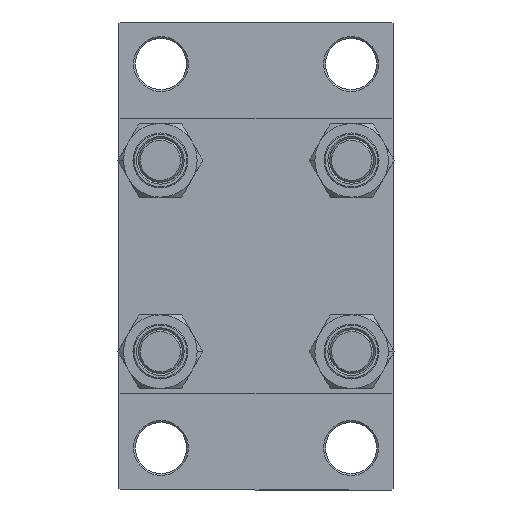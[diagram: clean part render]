
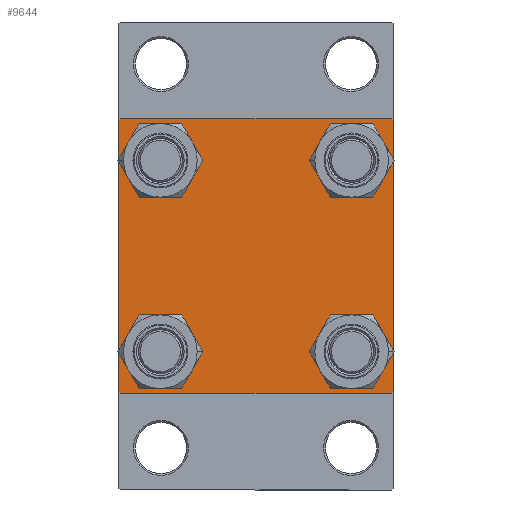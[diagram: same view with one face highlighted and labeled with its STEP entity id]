
A CAD part, left-side view. The second image highlights one B-rep face of the part: STEP entity #9644.
In plain terms, the highlighted planar face has unit normal (-1, 0, 0).
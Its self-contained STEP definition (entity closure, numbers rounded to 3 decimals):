
#314 = ORIENTED_EDGE ( 'NONE', *, *, #13761, .T. ) ;
#625 = VERTEX_POINT ( 'NONE', #30803 ) ;
#1136 = DIRECTION ( 'NONE',  ( 0., 0., 1. ) ) ;
#1653 = DIRECTION ( 'NONE',  ( 0., 0., 1. ) ) ;
#2040 = EDGE_CURVE ( 'NONE', #37599, #17432, #5303, .T. ) ;
#2596 = CARTESIAN_POINT ( 'NONE',  ( 0., -37.5, 37.5 ) ) ;
#2850 = CARTESIAN_POINT ( 'NONE',  ( 0., -26.15, 32.65 ) ) ;
#3719 = EDGE_CURVE ( 'NONE', #30225, #19381, #12004, .T. ) ;
#4135 = FACE_BOUND ( 'NONE', #46481, .T. ) ;
#4165 = VERTEX_POINT ( 'NONE', #2850 ) ;
#4905 = DIRECTION ( 'NONE',  ( 1., 0., 0. ) ) ;
#5303 = LINE ( 'NONE', #31293, #15900 ) ;
#5858 = DIRECTION ( 'NONE',  ( 1., 0., 0. ) ) ;
#6066 = VECTOR ( 'NONE', #8504, 1000. ) ;
#6190 = DIRECTION ( 'NONE',  ( 0., -0.707, -0.707 ) ) ;
#6280 = ORIENTED_EDGE ( 'NONE', *, *, #39605, .T. ) ;
#6847 = ORIENTED_EDGE ( 'NONE', *, *, #29933, .T. ) ;
#7578 = ORIENTED_EDGE ( 'NONE', *, *, #37164, .T. ) ;
#8504 = DIRECTION ( 'NONE',  ( 0., 0.707, 0.707 ) ) ;
#8649 = ORIENTED_EDGE ( 'NONE', *, *, #38360, .T. ) ;
#8698 = CARTESIAN_POINT ( 'NONE',  ( 0., -37., 37.5 ) ) ;
#8719 = EDGE_CURVE ( 'NONE', #35395, #14980, #12318, .T. ) ;
#8887 = CIRCLE ( 'NONE', #18797, 6.5 ) ;
#9174 = LINE ( 'NONE', #34693, #30138 ) ;
#9216 = CARTESIAN_POINT ( 'NONE',  ( 0., 26.15, -26.15 ) ) ;
#9358 = DIRECTION ( 'NONE',  ( 0., -0.707, 0.707 ) ) ;
#9552 = CARTESIAN_POINT ( 'NONE',  ( 0., -26.15, -32.65 ) ) ;
#9644 = ADVANCED_FACE ( 'NONE', ( #11527, #36571, #4135, #26087, #40647 ), #37052, .T. ) ;
#10425 = CIRCLE ( 'NONE', #37884, 6.5 ) ;
#11363 = VERTEX_POINT ( 'NONE', #34706 ) ;
#11527 = FACE_BOUND ( 'NONE', #31424, .T. ) ;
#11751 = CARTESIAN_POINT ( 'NONE',  ( 0., 26.15, -19.65 ) ) ;
#12004 = CIRCLE ( 'NONE', #44783, 6.5 ) ;
#12214 = CARTESIAN_POINT ( 'NONE',  ( 0., 26.15, 19.65 ) ) ;
#12318 = LINE ( 'NONE', #29965, #6066 ) ;
#12767 = ORIENTED_EDGE ( 'NONE', *, *, #38864, .T. ) ;
#12943 = CARTESIAN_POINT ( 'NONE',  ( 0., 26.15, 26.15 ) ) ;
#13017 = DIRECTION ( 'NONE',  ( 0., 0., 1. ) ) ;
#13495 = AXIS2_PLACEMENT_3D ( 'NONE', #39286, #25688, #21396 ) ;
#13697 = CARTESIAN_POINT ( 'NONE',  ( 0., 37.5, 37. ) ) ;
#13761 = EDGE_CURVE ( 'NONE', #19381, #30225, #42047, .T. ) ;
#13765 = ORIENTED_EDGE ( 'NONE', *, *, #35890, .T. ) ;
#14016 = AXIS2_PLACEMENT_3D ( 'NONE', #21019, #25538, #36027 ) ;
#14853 = CARTESIAN_POINT ( 'NONE',  ( 0., 0., 0. ) ) ;
#14980 = VERTEX_POINT ( 'NONE', #8698 ) ;
#15900 = VECTOR ( 'NONE', #41571, 1000. ) ;
#16232 = CARTESIAN_POINT ( 'NONE',  ( 0., -26.15, 19.65 ) ) ;
#16526 = DIRECTION ( 'NONE',  ( 0., 0., 1. ) ) ;
#16544 = ORIENTED_EDGE ( 'NONE', *, *, #35713, .T. ) ;
#17153 = VECTOR ( 'NONE', #31719, 1000. ) ;
#17383 = VECTOR ( 'NONE', #27143, 1000. ) ;
#17432 = VERTEX_POINT ( 'NONE', #18807 ) ;
#18081 = ORIENTED_EDGE ( 'NONE', *, *, #8719, .T. ) ;
#18797 = AXIS2_PLACEMENT_3D ( 'NONE', #41480, #44586, #1136 ) ;
#18807 = CARTESIAN_POINT ( 'NONE',  ( 0., -37., -37.5 ) ) ;
#19057 = EDGE_CURVE ( 'NONE', #21172, #41732, #41368, .T. ) ;
#19381 = VERTEX_POINT ( 'NONE', #24107 ) ;
#20747 = LINE ( 'NONE', #2596, #17153 ) ;
#20749 = AXIS2_PLACEMENT_3D ( 'NONE', #12943, #34663, #16526 ) ;
#21019 = CARTESIAN_POINT ( 'NONE',  ( 0., -26.15, 26.15 ) ) ;
#21172 = VERTEX_POINT ( 'NONE', #32245 ) ;
#21396 = DIRECTION ( 'NONE',  ( 0., 0., 1. ) ) ;
#21456 = AXIS2_PLACEMENT_3D ( 'NONE', #9216, #5858, #13017 ) ;
#21540 = VERTEX_POINT ( 'NONE', #9552 ) ;
#21810 = DIRECTION ( 'NONE',  ( 1., 0., 0. ) ) ;
#22129 = ORIENTED_EDGE ( 'NONE', *, *, #19057, .T. ) ;
#22426 = CIRCLE ( 'NONE', #14016, 6.5 ) ;
#22611 = VECTOR ( 'NONE', #6190, 1000. ) ;
#22710 = VECTOR ( 'NONE', #9358, 1000. ) ;
#23652 = EDGE_CURVE ( 'NONE', #4165, #39278, #22426, .T. ) ;
#24036 = CARTESIAN_POINT ( 'NONE',  ( 0., 37.5, 37.5 ) ) ;
#24107 = CARTESIAN_POINT ( 'NONE',  ( 0., 26.15, -32.65 ) ) ;
#24537 = ORIENTED_EDGE ( 'NONE', *, *, #44222, .F. ) ;
#25520 = VERTEX_POINT ( 'NONE', #13697 ) ;
#25538 = DIRECTION ( 'NONE',  ( 1., 0., 0. ) ) ;
#25593 = DIRECTION ( 'NONE',  ( -1., 0., 0. ) ) ;
#25688 = DIRECTION ( 'NONE',  ( 1., 0., 0. ) ) ;
#26087 = FACE_BOUND ( 'NONE', #35788, .T. ) ;
#26664 = CARTESIAN_POINT ( 'NONE',  ( 0., 37., -37.5 ) ) ;
#27143 = DIRECTION ( 'NONE',  ( 0., 0., -1. ) ) ;
#28182 = CARTESIAN_POINT ( 'NONE',  ( 0., -37.25, -37.25 ) ) ;
#28914 = ORIENTED_EDGE ( 'NONE', *, *, #23652, .T. ) ;
#29933 = EDGE_CURVE ( 'NONE', #41334, #25520, #9174, .T. ) ;
#29965 = CARTESIAN_POINT ( 'NONE',  ( 0., -37.25, 37.25 ) ) ;
#30069 = CARTESIAN_POINT ( 'NONE',  ( 0., 26.15, 26.15 ) ) ;
#30138 = VECTOR ( 'NONE', #38267, 1000. ) ;
#30225 = VERTEX_POINT ( 'NONE', #11751 ) ;
#30308 = DIRECTION ( 'NONE',  ( 1., 0., 0. ) ) ;
#30436 = ORIENTED_EDGE ( 'NONE', *, *, #36946, .T. ) ;
#30803 = CARTESIAN_POINT ( 'NONE',  ( 0., -26.15, -19.65 ) ) ;
#30929 = ORIENTED_EDGE ( 'NONE', *, *, #2040, .T. ) ;
#31051 = CIRCLE ( 'NONE', #38663, 6.5 ) ;
#31293 = CARTESIAN_POINT ( 'NONE',  ( 0., 37.5, -37.5 ) ) ;
#31424 = EDGE_LOOP ( 'NONE', ( #28914, #30436 ) ) ;
#31436 = EDGE_LOOP ( 'NONE', ( #6280, #16544, #30929, #12767, #34755, #18081, #24537, #6847 ) ) ;
#31719 = DIRECTION ( 'NONE',  ( 0., 0., -1. ) ) ;
#31952 = LINE ( 'NONE', #38636, #22611 ) ;
#32245 = CARTESIAN_POINT ( 'NONE',  ( 0., 26.15, 32.65 ) ) ;
#32302 = CARTESIAN_POINT ( 'NONE',  ( 0., -26.15, -26.15 ) ) ;
#32781 = CARTESIAN_POINT ( 'NONE',  ( 0., 37.5, 37.5 ) ) ;
#32941 = DIRECTION ( 'NONE',  ( 0., 0., 1. ) ) ;
#32981 = ORIENTED_EDGE ( 'NONE', *, *, #3719, .T. ) ;
#32994 = EDGE_CURVE ( 'NONE', #35395, #11363, #20747, .T. ) ;
#33032 = CARTESIAN_POINT ( 'NONE',  ( 0., 37., 37.5 ) ) ;
#33501 = LINE ( 'NONE', #32781, #34223 ) ;
#33539 = AXIS2_PLACEMENT_3D ( 'NONE', #14853, #25593, #1653 ) ;
#34011 = DIRECTION ( 'NONE',  ( 0., 0., 1. ) ) ;
#34223 = VECTOR ( 'NONE', #39697, 1000. ) ;
#34663 = DIRECTION ( 'NONE',  ( 1., 0., 0. ) ) ;
#34693 = CARTESIAN_POINT ( 'NONE',  ( 0., 37.25, 37.25 ) ) ;
#34706 = CARTESIAN_POINT ( 'NONE',  ( 0., -37.5, -37. ) ) ;
#34755 = ORIENTED_EDGE ( 'NONE', *, *, #32994, .F. ) ;
#35395 = VERTEX_POINT ( 'NONE', #39743 ) ;
#35713 = EDGE_CURVE ( 'NONE', #45604, #37599, #31952, .T. ) ;
#35788 = EDGE_LOOP ( 'NONE', ( #22129, #8649 ) ) ;
#35890 = EDGE_CURVE ( 'NONE', #625, #21540, #8887, .T. ) ;
#36027 = DIRECTION ( 'NONE',  ( 0., 0., 1. ) ) ;
#36571 = FACE_BOUND ( 'NONE', #43425, .T. ) ;
#36946 = EDGE_CURVE ( 'NONE', #39278, #4165, #40163, .T. ) ;
#37052 = PLANE ( 'NONE',  #33539 ) ;
#37164 = EDGE_CURVE ( 'NONE', #21540, #625, #10425, .T. ) ;
#37599 = VERTEX_POINT ( 'NONE', #26664 ) ;
#37884 = AXIS2_PLACEMENT_3D ( 'NONE', #32302, #21810, #43765 ) ;
#38223 = LINE ( 'NONE', #28182, #22710 ) ;
#38267 = DIRECTION ( 'NONE',  ( 0., 0.707, -0.707 ) ) ;
#38360 = EDGE_CURVE ( 'NONE', #41732, #21172, #31051, .T. ) ;
#38636 = CARTESIAN_POINT ( 'NONE',  ( 0., 37.25, -37.25 ) ) ;
#38663 = AXIS2_PLACEMENT_3D ( 'NONE', #30069, #30308, #32941 ) ;
#38864 = EDGE_CURVE ( 'NONE', #17432, #11363, #38223, .T. ) ;
#39278 = VERTEX_POINT ( 'NONE', #16232 ) ;
#39286 = CARTESIAN_POINT ( 'NONE',  ( 0., -26.15, 26.15 ) ) ;
#39605 = EDGE_CURVE ( 'NONE', #25520, #45604, #45288, .T. ) ;
#39697 = DIRECTION ( 'NONE',  ( 0., -1., 0. ) ) ;
#39743 = CARTESIAN_POINT ( 'NONE',  ( 0., -37.5, 37. ) ) ;
#40163 = CIRCLE ( 'NONE', #13495, 6.5 ) ;
#40647 = FACE_OUTER_BOUND ( 'NONE', #31436, .T. ) ;
#41334 = VERTEX_POINT ( 'NONE', #33032 ) ;
#41368 = CIRCLE ( 'NONE', #20749, 6.5 ) ;
#41480 = CARTESIAN_POINT ( 'NONE',  ( 0., -26.15, -26.15 ) ) ;
#41571 = DIRECTION ( 'NONE',  ( 0., -1., 0. ) ) ;
#41641 = CARTESIAN_POINT ( 'NONE',  ( 0., 26.15, -26.15 ) ) ;
#41732 = VERTEX_POINT ( 'NONE', #12214 ) ;
#42047 = CIRCLE ( 'NONE', #21456, 6.5 ) ;
#42725 = CARTESIAN_POINT ( 'NONE',  ( 0., 37.5, -37. ) ) ;
#43425 = EDGE_LOOP ( 'NONE', ( #13765, #7578 ) ) ;
#43765 = DIRECTION ( 'NONE',  ( 0., 0., 1. ) ) ;
#44222 = EDGE_CURVE ( 'NONE', #41334, #14980, #33501, .T. ) ;
#44586 = DIRECTION ( 'NONE',  ( 1., 0., 0. ) ) ;
#44783 = AXIS2_PLACEMENT_3D ( 'NONE', #41641, #4905, #34011 ) ;
#45288 = LINE ( 'NONE', #24036, #17383 ) ;
#45604 = VERTEX_POINT ( 'NONE', #42725 ) ;
#46481 = EDGE_LOOP ( 'NONE', ( #32981, #314 ) ) ;
